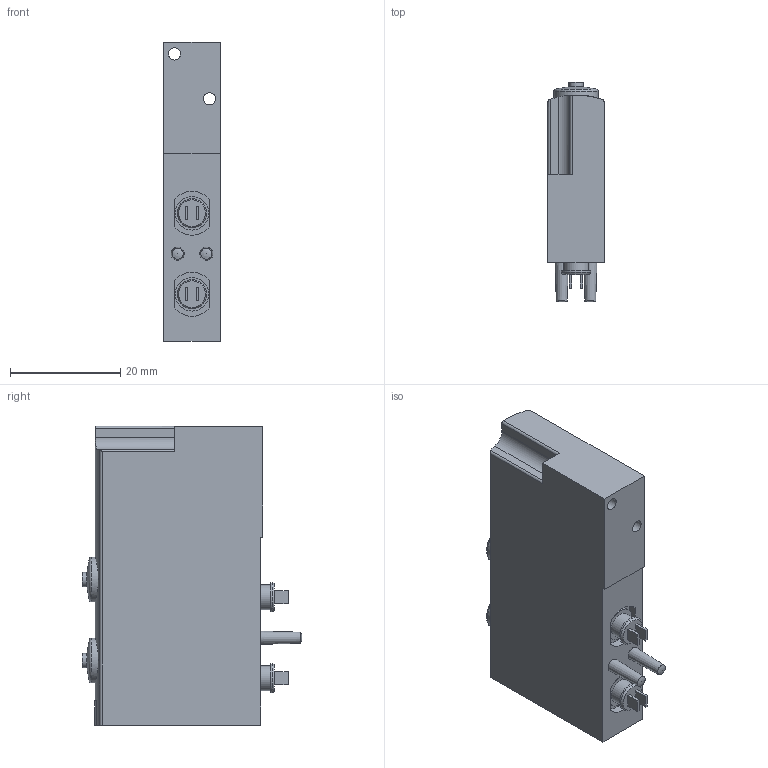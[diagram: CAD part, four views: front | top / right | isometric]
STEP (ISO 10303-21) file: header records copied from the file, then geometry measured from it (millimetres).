
FILE_DESCRIPTION(/* description */ ('STEP AP214'),/* implementation_level */ '2;1');
FILE_NAME(/* name */ '565449_VOVC-BT-T32C-MH-F-1T1',/* time_stamp */ '2024-09-17T01:37:46+02:00',/* author */ ('License CC BY-ND 4.0'),/* organization */ ('CADENAS'),/* preprocessor_version */ 'ST-DEVELOPER v19.3',/* originating_system */ 'PARTsolutions',/* authorisation */ ' ');
FILE_SCHEMA (('AUTOMOTIVE_DESIGN {1 0 10303 214 3 1 1}'));
Length unit declared in the file: millimetre
Products named in the file (1): 565449 VOVC-BT-T32C-MH-F-1T1
Bounding box: 10.2 x 39.86 x 54.3 mm (x, y, z)
Volume: 16195.8 mm3; surface area: 5641.7 mm2
Topology: 1 solids, 1 shells, 101 faces, 243 edges, 160 vertices
Faces by surface type: plane 59, cylinder 29, cone 7, sphere 4, torus 2
Full cylindrical faces by diameter (mm): 1 x1, 2.2 x2, 2.6 x2, 4.5 x2, 5.3 x2, 6.1 x2, 8.1 x2
Entity records: 2811 total; most frequent: CARTESIAN_POINT 525, DIRECTION 466, ORIENTED_EDGE 418, EDGE_CURVE 209, AXIS2_PLACEMENT_3D 167, VERTEX_POINT 153, FACE_BOUND 148, EDGE_LOOP 147
